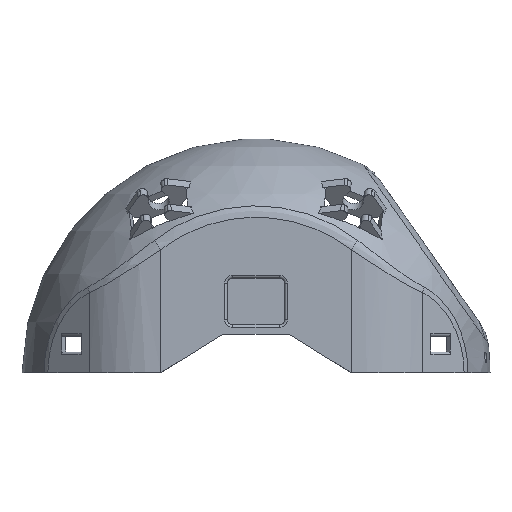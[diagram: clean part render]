
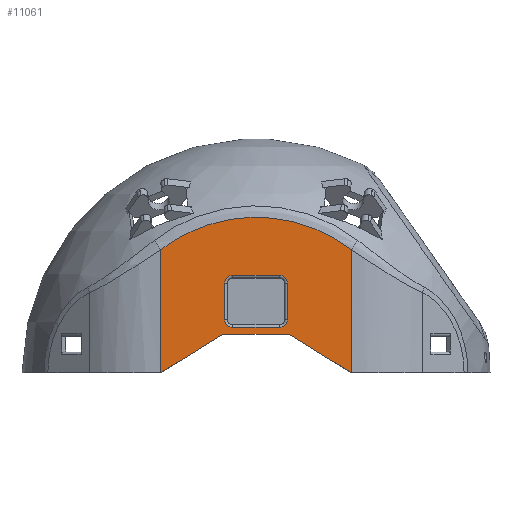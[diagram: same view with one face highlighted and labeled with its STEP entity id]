
A CAD part, left-side view. The second image highlights one B-rep face of the part: STEP entity #11061.
In plain terms, the highlighted planar face has unit normal (-1, 0, 0).
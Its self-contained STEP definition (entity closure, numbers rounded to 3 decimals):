
#3099 = VERTEX_POINT('',#3100);
#3100 = CARTESIAN_POINT('',(-32.445,18.32,0.));
#3505 = VERTEX_POINT('',#3506);
#3506 = CARTESIAN_POINT('',(-32.445,-18.32,0.));
#3559 = VERTEX_POINT('',#3560);
#3560 = CARTESIAN_POINT('',(-32.445,18.32,23.667));
#3833 = VERTEX_POINT('',#3834);
#3834 = CARTESIAN_POINT('',(-32.445,-18.32,23.667));
#3840 = EDGE_CURVE('',#3833,#3559,#3841,.T.);
#3841 = ( BOUNDED_CURVE() B_SPLINE_CURVE(10,(#3842,#3843,#3844,#3845,
    #3846,#3847,#3848,#3849,#3850,#3851,#3852,#3853,#3854,#3855,#3856,
    #3857,#3858,#3859,#3860,#3861,#3862,#3863,#3864,#3865,#3866,#3867,
    #3868,#3869,#3870,#3871,#3872,#3873,#3874,#3875,#3876,#3877,#3878,
#3879),.UNSPECIFIED.,.F.,.F.) B_SPLINE_CURVE_WITH_KNOTS((11,9,9,9,11),(
    35.754,36.696,56.506,76.316,
77.257),.UNSPECIFIED.) CURVE() GEOMETRIC_REPRESENTATION_ITEM() 
RATIONAL_B_SPLINE_CURVE((1.,1.,1.,1.,1.,1.,1.,1.,1.,1.,1.,1.,1.,
    1.,1.,1.,1.,1.,1.,1.,1.,1.,1.,1.
,1.,1.,1.,1.,1.,1.,1.,1.,1.,1.,1.,1.,1.,1.)) REPRESENTATION_ITEM('') );
#3842 = CARTESIAN_POINT('',(-32.445,-18.32,23.667));
#3843 = CARTESIAN_POINT('',(-32.445,-18.246,23.724));
#3844 = CARTESIAN_POINT('',(-32.445,-18.172,23.78));
#3845 = CARTESIAN_POINT('',(-32.445,-18.098,23.836));
#3846 = CARTESIAN_POINT('',(-32.445,-18.024,23.892));
#3847 = CARTESIAN_POINT('',(-32.445,-17.95,23.948));
#3848 = CARTESIAN_POINT('',(-32.445,-17.876,24.003));
#3849 = CARTESIAN_POINT('',(-32.445,-17.803,24.057));
#3850 = CARTESIAN_POINT('',(-32.445,-17.729,24.111));
#3851 = CARTESIAN_POINT('',(-32.445,-17.656,24.165));
#3852 = CARTESIAN_POINT('',(-32.445,-16.044,25.334));
#3853 = CARTESIAN_POINT('',(-32.445,-14.454,26.324));
#3854 = CARTESIAN_POINT('',(-32.445,-12.79,27.208));
#3855 = CARTESIAN_POINT('',(-32.445,-11.066,27.977));
#3856 = CARTESIAN_POINT('',(-32.445,-9.287,28.622));
#3857 = CARTESIAN_POINT('',(-32.445,-7.473,29.143));
#3858 = CARTESIAN_POINT('',(-32.445,-5.624,29.535));
#3859 = CARTESIAN_POINT('',(-32.445,-3.757,29.797));
#3860 = CARTESIAN_POINT('',(-32.445,-1.878,29.927));
#3861 = CARTESIAN_POINT('',(-32.445,1.878,29.927));
#3862 = CARTESIAN_POINT('',(-32.445,3.757,29.797));
#3863 = CARTESIAN_POINT('',(-32.445,5.624,29.535));
#3864 = CARTESIAN_POINT('',(-32.445,7.473,29.143));
#3865 = CARTESIAN_POINT('',(-32.445,9.286,28.622));
#3866 = CARTESIAN_POINT('',(-32.445,11.067,27.977));
#3867 = CARTESIAN_POINT('',(-32.445,12.789,27.208));
#3868 = CARTESIAN_POINT('',(-32.445,14.454,26.324));
#3869 = CARTESIAN_POINT('',(-32.445,16.044,25.335));
#3870 = CARTESIAN_POINT('',(-32.445,17.656,24.165));
#3871 = CARTESIAN_POINT('',(-32.445,17.73,24.111));
#3872 = CARTESIAN_POINT('',(-32.445,17.803,24.057));
#3873 = CARTESIAN_POINT('',(-32.445,17.877,24.002));
#3874 = CARTESIAN_POINT('',(-32.445,17.951,23.947));
#3875 = CARTESIAN_POINT('',(-32.445,18.025,23.892));
#3876 = CARTESIAN_POINT('',(-32.445,18.098,23.836));
#3877 = CARTESIAN_POINT('',(-32.445,18.172,23.78));
#3878 = CARTESIAN_POINT('',(-32.445,18.246,23.724));
#3879 = CARTESIAN_POINT('',(-32.445,18.32,23.667));
#10264 = EDGE_CURVE('',#3099,#10265,#10267,.T.);
#10265 = VERTEX_POINT('',#10266);
#10266 = CARTESIAN_POINT('',(-32.445,6.433,7.396));
#10267 = LINE('',#10268,#10269);
#10268 = CARTESIAN_POINT('',(-32.445,7.29,6.863));
#10269 = VECTOR('',#10270,1.);
#10270 = DIRECTION('',(0.,-0.849,0.528));
#10295 = EDGE_CURVE('',#3559,#3099,#10296,.T.);
#10296 = LINE('',#10297,#10298);
#10297 = CARTESIAN_POINT('',(-32.445,18.32,16.959));
#10298 = VECTOR('',#10299,1.);
#10299 = DIRECTION('',(0.,0.,-1.));
#10555 = EDGE_CURVE('',#3833,#3505,#10556,.T.);
#10556 = LINE('',#10557,#10558);
#10557 = CARTESIAN_POINT('',(-32.445,-18.32,16.959));
#10558 = VECTOR('',#10559,1.);
#10559 = DIRECTION('',(0.,0.,-1.));
#10581 = VERTEX_POINT('',#10582);
#10582 = CARTESIAN_POINT('',(-32.445,-6.433,7.396));
#10588 = EDGE_CURVE('',#10581,#3505,#10589,.T.);
#10589 = LINE('',#10590,#10591);
#10590 = CARTESIAN_POINT('',(-32.445,-28.449,-6.303));
#10591 = VECTOR('',#10592,1.);
#10592 = DIRECTION('',(0.,-0.849,-0.528));
#11061 = ADVANCED_FACE('',(#11062,#11132),#11145,.T.);
#11062 = FACE_BOUND('',#11063,.F.);
#11063 = EDGE_LOOP('',(#11064,#11074,#11083,#11091,#11100,#11108,#11117,
    #11125));
#11064 = ORIENTED_EDGE('',*,*,#11065,.T.);
#11065 = EDGE_CURVE('',#11066,#11068,#11070,.T.);
#11066 = VERTEX_POINT('',#11067);
#11067 = CARTESIAN_POINT('',(-32.445,4.5,8.73));
#11068 = VERTEX_POINT('',#11069);
#11069 = CARTESIAN_POINT('',(-32.445,-4.5,8.73));
#11070 = LINE('',#11071,#11072);
#11071 = CARTESIAN_POINT('',(-32.445,4.5,8.73));
#11072 = VECTOR('',#11073,1.);
#11073 = DIRECTION('',(0.,-1.,0.));
#11074 = ORIENTED_EDGE('',*,*,#11075,.T.);
#11075 = EDGE_CURVE('',#11068,#11076,#11078,.T.);
#11076 = VERTEX_POINT('',#11077);
#11077 = CARTESIAN_POINT('',(-32.445,-6.,10.23));
#11078 = CIRCLE('',#11079,1.5);
#11079 = AXIS2_PLACEMENT_3D('',#11080,#11081,#11082);
#11080 = CARTESIAN_POINT('',(-32.445,-4.5,10.23));
#11081 = DIRECTION('',(-1.,-0.,-0.));
#11082 = DIRECTION('',(0.,0.,-1.));
#11083 = ORIENTED_EDGE('',*,*,#11084,.T.);
#11084 = EDGE_CURVE('',#11076,#11085,#11087,.T.);
#11085 = VERTEX_POINT('',#11086);
#11086 = CARTESIAN_POINT('',(-32.445,-6.,17.23));
#11087 = LINE('',#11088,#11089);
#11088 = CARTESIAN_POINT('',(-32.445,-6.,10.23));
#11089 = VECTOR('',#11090,1.);
#11090 = DIRECTION('',(0.,0.,1.));
#11091 = ORIENTED_EDGE('',*,*,#11092,.T.);
#11092 = EDGE_CURVE('',#11085,#11093,#11095,.T.);
#11093 = VERTEX_POINT('',#11094);
#11094 = CARTESIAN_POINT('',(-32.445,-4.5,18.73));
#11095 = CIRCLE('',#11096,1.5);
#11096 = AXIS2_PLACEMENT_3D('',#11097,#11098,#11099);
#11097 = CARTESIAN_POINT('',(-32.445,-4.5,17.23));
#11098 = DIRECTION('',(-1.,0.,0.));
#11099 = DIRECTION('',(0.,-1.,0.));
#11100 = ORIENTED_EDGE('',*,*,#11101,.T.);
#11101 = EDGE_CURVE('',#11093,#11102,#11104,.T.);
#11102 = VERTEX_POINT('',#11103);
#11103 = CARTESIAN_POINT('',(-32.445,4.5,18.73));
#11104 = LINE('',#11105,#11106);
#11105 = CARTESIAN_POINT('',(-32.445,-4.5,18.73));
#11106 = VECTOR('',#11107,1.);
#11107 = DIRECTION('',(0.,1.,0.));
#11108 = ORIENTED_EDGE('',*,*,#11109,.T.);
#11109 = EDGE_CURVE('',#11102,#11110,#11112,.T.);
#11110 = VERTEX_POINT('',#11111);
#11111 = CARTESIAN_POINT('',(-32.445,6.,17.23));
#11112 = CIRCLE('',#11113,1.5);
#11113 = AXIS2_PLACEMENT_3D('',#11114,#11115,#11116);
#11114 = CARTESIAN_POINT('',(-32.445,4.5,17.23));
#11115 = DIRECTION('',(-1.,0.,0.));
#11116 = DIRECTION('',(0.,0.,1.));
#11117 = ORIENTED_EDGE('',*,*,#11118,.T.);
#11118 = EDGE_CURVE('',#11110,#11119,#11121,.T.);
#11119 = VERTEX_POINT('',#11120);
#11120 = CARTESIAN_POINT('',(-32.445,6.,10.23));
#11121 = LINE('',#11122,#11123);
#11122 = CARTESIAN_POINT('',(-32.445,6.,17.23));
#11123 = VECTOR('',#11124,1.);
#11124 = DIRECTION('',(0.,0.,-1.));
#11125 = ORIENTED_EDGE('',*,*,#11126,.T.);
#11126 = EDGE_CURVE('',#11119,#11066,#11127,.T.);
#11127 = CIRCLE('',#11128,1.5);
#11128 = AXIS2_PLACEMENT_3D('',#11129,#11130,#11131);
#11129 = CARTESIAN_POINT('',(-32.445,4.5,10.23));
#11130 = DIRECTION('',(-1.,0.,0.));
#11131 = DIRECTION('',(0.,1.,0.));
#11132 = FACE_BOUND('',#11133,.F.);
#11133 = EDGE_LOOP('',(#11134,#11135,#11136,#11137,#11138,#11144));
#11134 = ORIENTED_EDGE('',*,*,#10295,.F.);
#11135 = ORIENTED_EDGE('',*,*,#3840,.F.);
#11136 = ORIENTED_EDGE('',*,*,#10555,.T.);
#11137 = ORIENTED_EDGE('',*,*,#10588,.F.);
#11138 = ORIENTED_EDGE('',*,*,#11139,.F.);
#11139 = EDGE_CURVE('',#10265,#10581,#11140,.T.);
#11140 = LINE('',#11141,#11142);
#11141 = CARTESIAN_POINT('',(-32.445,-15.581,7.396));
#11142 = VECTOR('',#11143,1.);
#11143 = DIRECTION('',(0.,-1.,0.));
#11144 = ORIENTED_EDGE('',*,*,#10264,.F.);
#11145 = PLANE('',#11146);
#11146 = AXIS2_PLACEMENT_3D('',#11147,#11148,#11149);
#11147 = CARTESIAN_POINT('',(-32.445,-37.595,-40.685));
#11148 = DIRECTION('',(-1.,-0.,-0.));
#11149 = DIRECTION('',(0.,0.,-1.));
